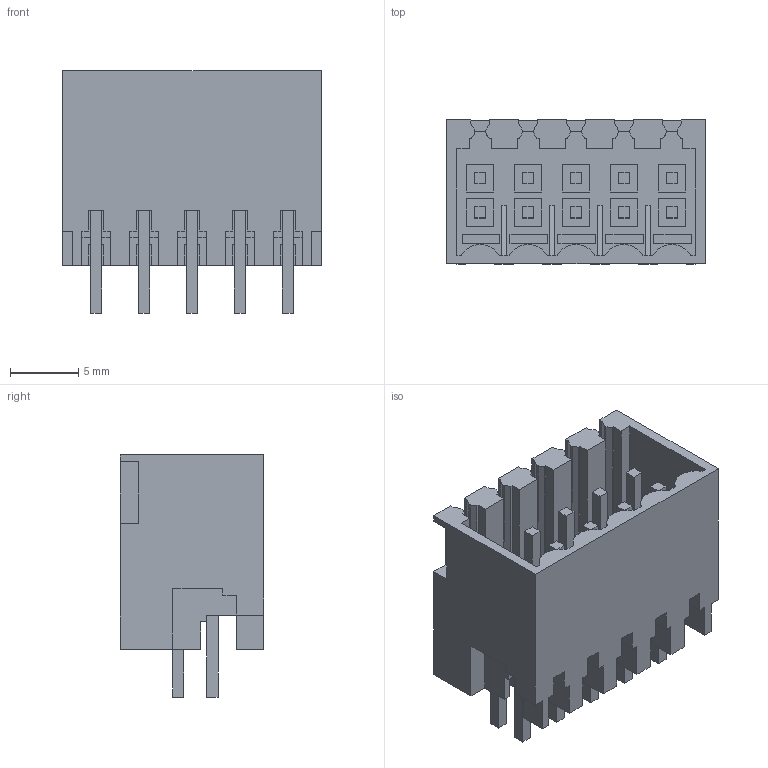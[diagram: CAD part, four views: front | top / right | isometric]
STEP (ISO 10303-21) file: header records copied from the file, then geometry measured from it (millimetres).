
FILE_DESCRIPTION(('CATIA V5 STEP Exchange','CAx-IF Rec.Pracs.--- Model Styling and Organization---1.4--- 2014-01-23'),'2;1');
FILE_NAME ('D1455118_0_1728810000_1728810000.stp','2019-02-22T07:01:46+00:00',('none'),('Weidmueller'),'CATIA Version 5-6 Release 2016 SP3 HF44','CATIA V5 STEP AP214','none');
FILE_SCHEMA(('AUTOMOTIVE_DESIGN { 1 0 10303 214 1 1 1 1 }'));
Length unit declared in the file: millimetre
Products named in the file (1): 1728810000
Bounding box: 18.9 x 10.5 x 17.7 mm (x, y, z)
Volume: 1301 mm3; surface area: 2877.3 mm2
Topology: 1 solids, 1 shells, 480 faces, 1388 edges, 944 vertices
Faces by surface type: plane 470, cylinder 10
Entity records: 14923 total; most frequent: ORIENTED_EDGE 2776, CARTESIAN_POINT 2612, DIRECTION 1946, EDGE_CURVE 1388, VECTOR 1368, LINE 1368, VERTEX_POINT 944, EDGE_LOOP 514
